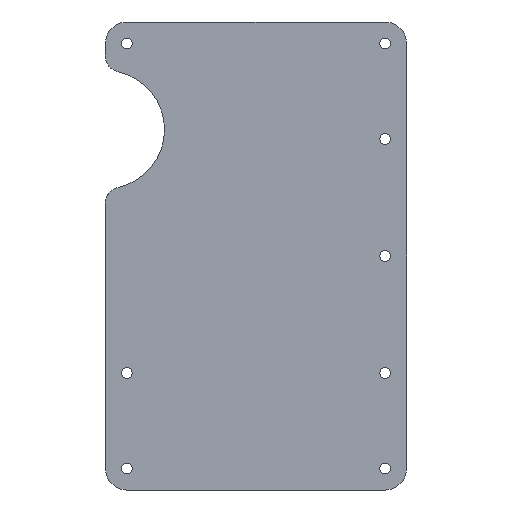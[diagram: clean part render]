
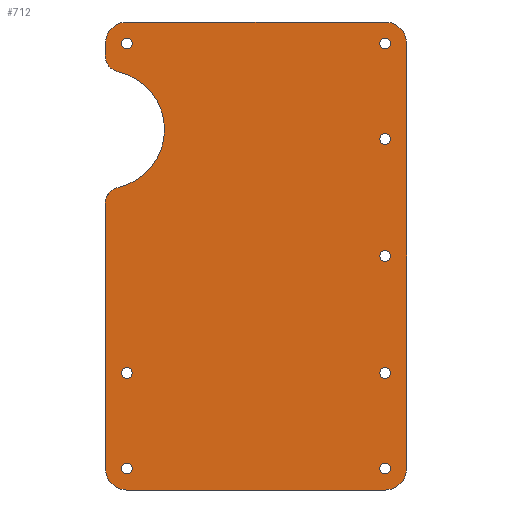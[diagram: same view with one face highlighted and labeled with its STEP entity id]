
A CAD part, left-side view. The second image highlights one B-rep face of the part: STEP entity #712.
In plain terms, the highlighted planar face has unit normal (-1, 0, 0).
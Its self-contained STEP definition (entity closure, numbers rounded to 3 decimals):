
#35=FACE_BOUND('',#129,.T.);
#36=FACE_BOUND('',#130,.T.);
#37=FACE_BOUND('',#131,.T.);
#38=FACE_BOUND('',#132,.T.);
#39=FACE_BOUND('',#133,.T.);
#40=FACE_BOUND('',#134,.T.);
#41=FACE_BOUND('',#135,.T.);
#42=FACE_BOUND('',#136,.T.);
#53=CIRCLE('',#769,3.);
#55=CIRCLE('',#772,11.);
#56=CIRCLE('',#773,3.);
#57=CIRCLE('',#774,4.);
#58=CIRCLE('',#775,4.);
#59=CIRCLE('',#776,4.);
#60=CIRCLE('',#777,4.);
#61=CIRCLE('',#778,1.);
#62=CIRCLE('',#779,1.);
#63=CIRCLE('',#780,1.);
#64=CIRCLE('',#781,1.);
#65=CIRCLE('',#782,1.);
#66=CIRCLE('',#783,1.);
#67=CIRCLE('',#784,1.);
#68=CIRCLE('',#785,1.);
#87=FACE_OUTER_BOUND('',#128,.T.);
#128=EDGE_LOOP('',(#530,#531,#532,#533,#534,#535,#536,#537,#538,#539,#540,
#541));
#129=EDGE_LOOP('',(#542));
#130=EDGE_LOOP('',(#543));
#131=EDGE_LOOP('',(#544));
#132=EDGE_LOOP('',(#545));
#133=EDGE_LOOP('',(#546));
#134=EDGE_LOOP('',(#547));
#135=EDGE_LOOP('',(#548));
#136=EDGE_LOOP('',(#549));
#196=LINE('',#1116,#267);
#197=LINE('',#1120,#268);
#198=LINE('',#1124,#269);
#199=LINE('',#1128,#270);
#200=LINE('',#1131,#271);
#267=VECTOR('',#896,10.);
#268=VECTOR('',#899,10.);
#269=VECTOR('',#902,10.);
#270=VECTOR('',#905,10.);
#271=VECTOR('',#908,10.);
#336=VERTEX_POINT('',#1102);
#337=VERTEX_POINT('',#1103);
#340=VERTEX_POINT('',#1111);
#341=VERTEX_POINT('',#1113);
#342=VERTEX_POINT('',#1115);
#343=VERTEX_POINT('',#1117);
#344=VERTEX_POINT('',#1119);
#345=VERTEX_POINT('',#1121);
#346=VERTEX_POINT('',#1123);
#347=VERTEX_POINT('',#1125);
#348=VERTEX_POINT('',#1127);
#349=VERTEX_POINT('',#1129);
#350=VERTEX_POINT('',#1132);
#351=VERTEX_POINT('',#1134);
#352=VERTEX_POINT('',#1136);
#353=VERTEX_POINT('',#1138);
#354=VERTEX_POINT('',#1140);
#355=VERTEX_POINT('',#1142);
#356=VERTEX_POINT('',#1144);
#357=VERTEX_POINT('',#1146);
#411=EDGE_CURVE('',#336,#337,#53,.T.);
#415=EDGE_CURVE('',#336,#340,#55,.T.);
#416=EDGE_CURVE('',#341,#340,#56,.T.);
#417=EDGE_CURVE('',#341,#342,#196,.T.);
#418=EDGE_CURVE('',#342,#343,#57,.T.);
#419=EDGE_CURVE('',#343,#344,#197,.T.);
#420=EDGE_CURVE('',#344,#345,#58,.T.);
#421=EDGE_CURVE('',#345,#346,#198,.T.);
#422=EDGE_CURVE('',#346,#347,#59,.T.);
#423=EDGE_CURVE('',#347,#348,#199,.T.);
#424=EDGE_CURVE('',#348,#349,#60,.T.);
#425=EDGE_CURVE('',#349,#337,#200,.T.);
#426=EDGE_CURVE('',#350,#350,#61,.T.);
#427=EDGE_CURVE('',#351,#351,#62,.T.);
#428=EDGE_CURVE('',#352,#352,#63,.T.);
#429=EDGE_CURVE('',#353,#353,#64,.T.);
#430=EDGE_CURVE('',#354,#354,#65,.T.);
#431=EDGE_CURVE('',#355,#355,#66,.T.);
#432=EDGE_CURVE('',#356,#356,#67,.T.);
#433=EDGE_CURVE('',#357,#357,#68,.T.);
#530=ORIENTED_EDGE('',*,*,#411,.F.);
#531=ORIENTED_EDGE('',*,*,#415,.T.);
#532=ORIENTED_EDGE('',*,*,#416,.F.);
#533=ORIENTED_EDGE('',*,*,#417,.T.);
#534=ORIENTED_EDGE('',*,*,#418,.T.);
#535=ORIENTED_EDGE('',*,*,#419,.T.);
#536=ORIENTED_EDGE('',*,*,#420,.T.);
#537=ORIENTED_EDGE('',*,*,#421,.T.);
#538=ORIENTED_EDGE('',*,*,#422,.T.);
#539=ORIENTED_EDGE('',*,*,#423,.T.);
#540=ORIENTED_EDGE('',*,*,#424,.T.);
#541=ORIENTED_EDGE('',*,*,#425,.T.);
#542=ORIENTED_EDGE('',*,*,#426,.T.);
#543=ORIENTED_EDGE('',*,*,#427,.T.);
#544=ORIENTED_EDGE('',*,*,#428,.T.);
#545=ORIENTED_EDGE('',*,*,#429,.T.);
#546=ORIENTED_EDGE('',*,*,#430,.T.);
#547=ORIENTED_EDGE('',*,*,#431,.T.);
#548=ORIENTED_EDGE('',*,*,#432,.T.);
#549=ORIENTED_EDGE('',*,*,#433,.T.);
#690=PLANE('',#771);
#712=ADVANCED_FACE('',(#87,#35,#36,#37,#38,#39,#40,#41,#42),#690,.F.);
#769=AXIS2_PLACEMENT_3D('',#1104,#884,#885);
#771=AXIS2_PLACEMENT_3D('',#1110,#890,#891);
#772=AXIS2_PLACEMENT_3D('',#1112,#892,#893);
#773=AXIS2_PLACEMENT_3D('',#1114,#894,#895);
#774=AXIS2_PLACEMENT_3D('',#1118,#897,#898);
#775=AXIS2_PLACEMENT_3D('',#1122,#900,#901);
#776=AXIS2_PLACEMENT_3D('',#1126,#903,#904);
#777=AXIS2_PLACEMENT_3D('',#1130,#906,#907);
#778=AXIS2_PLACEMENT_3D('',#1133,#909,#910);
#779=AXIS2_PLACEMENT_3D('',#1135,#911,#912);
#780=AXIS2_PLACEMENT_3D('',#1137,#913,#914);
#781=AXIS2_PLACEMENT_3D('',#1139,#915,#916);
#782=AXIS2_PLACEMENT_3D('',#1141,#917,#918);
#783=AXIS2_PLACEMENT_3D('',#1143,#919,#920);
#784=AXIS2_PLACEMENT_3D('',#1145,#921,#922);
#785=AXIS2_PLACEMENT_3D('',#1147,#923,#924);
#884=DIRECTION('center_axis',(1.,0.,0.));
#885=DIRECTION('ref_axis',(0.,0.779,-0.627));
#890=DIRECTION('center_axis',(1.,0.,0.));
#891=DIRECTION('ref_axis',(0.,1.,0.));
#892=DIRECTION('center_axis',(1.,0.,0.));
#893=DIRECTION('ref_axis',(0.,0.,-1.));
#894=DIRECTION('center_axis',(1.,0.,0.));
#895=DIRECTION('ref_axis',(0.,0.779,0.627));
#896=DIRECTION('',(0.,0.,-1.));
#897=DIRECTION('center_axis',(-1.,0.,0.));
#898=DIRECTION('ref_axis',(0.,0.707,-0.707));
#899=DIRECTION('',(0.,-1.,0.));
#900=DIRECTION('center_axis',(-1.,0.,0.));
#901=DIRECTION('ref_axis',(0.,-0.707,-0.707));
#902=DIRECTION('',(0.,0.,1.));
#903=DIRECTION('center_axis',(-1.,0.,0.));
#904=DIRECTION('ref_axis',(0.,-0.707,0.707));
#905=DIRECTION('',(0.,1.,0.));
#906=DIRECTION('center_axis',(-1.,0.,0.));
#907=DIRECTION('ref_axis',(0.,0.707,0.707));
#908=DIRECTION('',(0.,0.,-1.));
#909=DIRECTION('center_axis',(1.,0.,0.));
#910=DIRECTION('ref_axis',(0.,1.,0.));
#911=DIRECTION('center_axis',(1.,0.,0.));
#912=DIRECTION('ref_axis',(0.,1.,0.));
#913=DIRECTION('center_axis',(1.,0.,0.));
#914=DIRECTION('ref_axis',(0.,1.,0.));
#915=DIRECTION('center_axis',(1.,0.,0.));
#916=DIRECTION('ref_axis',(0.,1.,0.));
#917=DIRECTION('center_axis',(1.,0.,0.));
#918=DIRECTION('ref_axis',(0.,1.,0.));
#919=DIRECTION('center_axis',(1.,0.,0.));
#920=DIRECTION('ref_axis',(0.,1.,0.));
#921=DIRECTION('center_axis',(1.,0.,0.));
#922=DIRECTION('ref_axis',(0.,1.,0.));
#923=DIRECTION('center_axis',(1.,0.,0.));
#924=DIRECTION('ref_axis',(0.,1.,0.));
#1102=CARTESIAN_POINT('',(-2.,53.643,77.744));
#1103=CARTESIAN_POINT('',(-2.,56.,80.675));
#1104=CARTESIAN_POINT('Origin',(-2.,53.,80.675));
#1110=CARTESIAN_POINT('Origin',(-2.,28.,43.5));
#1111=CARTESIAN_POINT('',(-2.,53.643,56.256));
#1112=CARTESIAN_POINT('Origin',(-2.,56.,67.));
#1113=CARTESIAN_POINT('',(-2.,56.,53.325));
#1114=CARTESIAN_POINT('Origin',(-2.,53.,53.325));
#1115=CARTESIAN_POINT('',(-2.,56.,4.));
#1116=CARTESIAN_POINT('',(-2.,56.,0.));
#1117=CARTESIAN_POINT('',(-2.,52.,0.));
#1118=CARTESIAN_POINT('Origin',(-2.,52.,4.));
#1119=CARTESIAN_POINT('',(-2.,4.,0.));
#1120=CARTESIAN_POINT('',(-2.,0.,0.));
#1121=CARTESIAN_POINT('',(-2.,0.,4.));
#1122=CARTESIAN_POINT('Origin',(-2.,4.,4.));
#1123=CARTESIAN_POINT('',(-2.,0.,83.));
#1124=CARTESIAN_POINT('',(-2.,0.,87.));
#1125=CARTESIAN_POINT('',(-2.,4.,87.));
#1126=CARTESIAN_POINT('Origin',(-2.,4.,83.));
#1127=CARTESIAN_POINT('',(-2.,52.,87.));
#1128=CARTESIAN_POINT('',(-2.,56.,87.));
#1129=CARTESIAN_POINT('',(-2.,56.,83.));
#1130=CARTESIAN_POINT('Origin',(-2.,52.,83.));
#1131=CARTESIAN_POINT('',(-2.,56.,0.));
#1132=CARTESIAN_POINT('',(-2.,3.,21.75));
#1133=CARTESIAN_POINT('Origin',(-2.,4.,21.75));
#1134=CARTESIAN_POINT('',(-2.,51.,21.75));
#1135=CARTESIAN_POINT('Origin',(-2.,52.,21.75));
#1136=CARTESIAN_POINT('',(-2.,3.,83.));
#1137=CARTESIAN_POINT('Origin',(-2.,4.,83.));
#1138=CARTESIAN_POINT('',(-2.,51.,83.));
#1139=CARTESIAN_POINT('Origin',(-2.,52.,83.));
#1140=CARTESIAN_POINT('',(-2.,3.,43.5));
#1141=CARTESIAN_POINT('Origin',(-2.,4.,43.5));
#1142=CARTESIAN_POINT('',(-2.,3.,65.25));
#1143=CARTESIAN_POINT('Origin',(-2.,4.,65.25));
#1144=CARTESIAN_POINT('',(-2.,51.,4.));
#1145=CARTESIAN_POINT('Origin',(-2.,52.,4.));
#1146=CARTESIAN_POINT('',(-2.,3.,4.));
#1147=CARTESIAN_POINT('Origin',(-2.,4.,4.));
